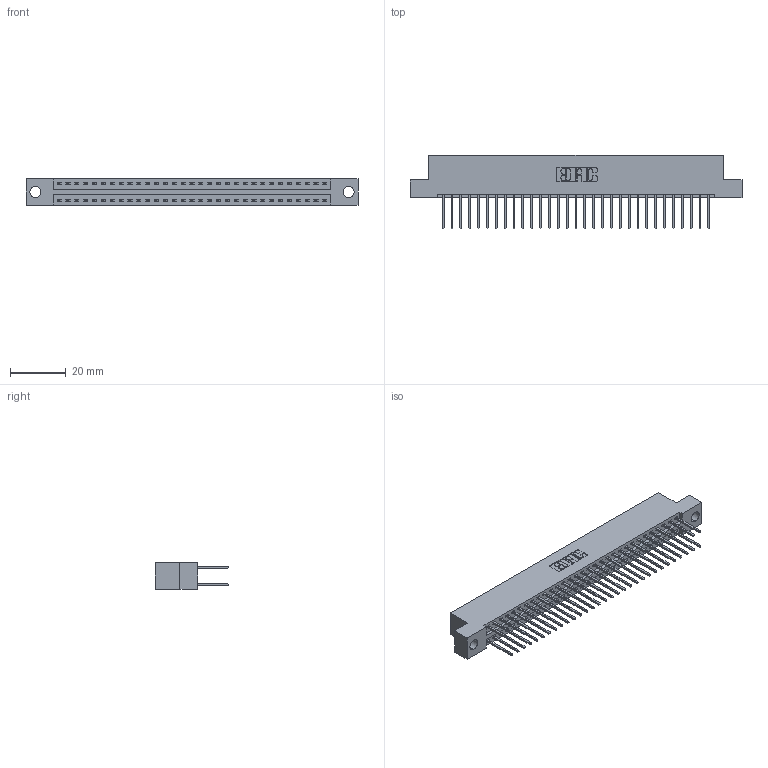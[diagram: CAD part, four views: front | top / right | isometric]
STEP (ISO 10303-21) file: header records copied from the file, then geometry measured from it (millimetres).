
FILE_DESCRIPTION (( 'STEP AP203' ), '1' );
FILE_NAME ('396-062-522-204.STEP', '2019-10-30T17:04:36', ( '' ), ( '' ), 'SwSTEP 2.0', 'SolidWorks 2016', '' );
FILE_SCHEMA (( 'CONFIG_CONTROL_DESIGN' ));
Length unit declared in the file: inch
Products named in the file (3): 345-292-001_345-293-122; 346 Part_Flush Mounting Lugs - 0.156 Dia-TH; 396-062-522-204
Assembly tree (63 placements, depth 2):
  396-062-522-204
    346 Part_Flush Mounting Lugs - 0.156 Dia-TH
    345-292-001_345-293-122  x62
Bounding box: 119 x 26.42 x 9.4 mm (x, y, z)
Volume: 11589.4 mm3; surface area: 16307.4 mm2
Topology: 63 solids, 63 shells, 3346 faces, 9939 edges, 6542 vertices
Faces by surface type: plane 2246, cylinder 1100
Entity records: 21733 total; most frequent: CARTESIAN_POINT 3596, ORIENTED_EDGE 3530, DIRECTION 3221, EDGE_CURVE 1765, LINE 1509, VECTOR 1509, VERTEX_POINT 1174, AXIS2_PLACEMENT_3D 856
